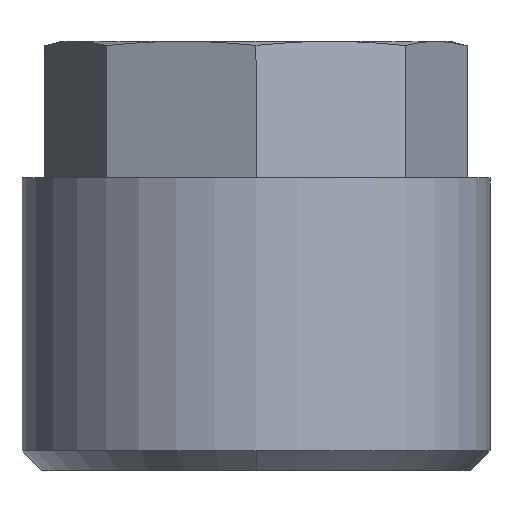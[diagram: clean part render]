
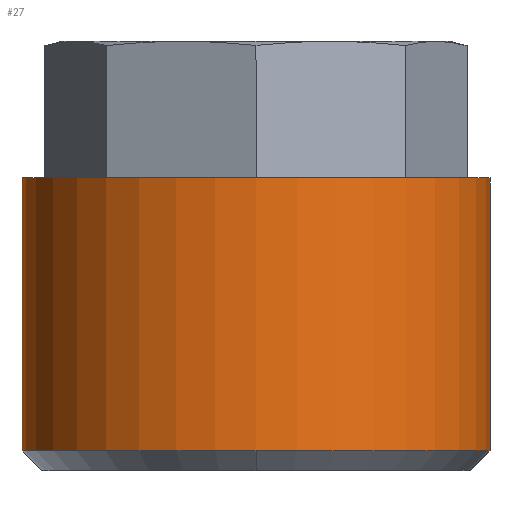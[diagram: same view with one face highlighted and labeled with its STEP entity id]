
A CAD part, top view. The second image highlights one B-rep face of the part: STEP entity #27.
In plain terms, the highlighted cylindrical face has radius 6 mm (diameter 12 mm), a partial arc.
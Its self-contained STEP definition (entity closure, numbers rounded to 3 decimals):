
#27 = ADVANCED_FACE ( 'NONE', ( #80 ), #71, .T. ) ;
#71 = CYLINDRICAL_SURFACE ( 'NONE', #545, 6. ) ;
#80 = FACE_OUTER_BOUND ( 'NONE', #281, .T. ) ;
#150 = VERTEX_POINT ( 'NONE', #800 ) ;
#152 = VERTEX_POINT ( 'NONE', #831 ) ;
#159 = ORIENTED_EDGE ( 'NONE', *, *, #455, .T. ) ;
#169 = VERTEX_POINT ( 'NONE', #1092 ) ;
#175 = VERTEX_POINT ( 'NONE', #1012 ) ;
#185 = VERTEX_POINT ( 'NONE', #1044 ) ;
#279 = CIRCLE ( 'NONE', #499, 6. ) ;
#281 = EDGE_LOOP ( 'NONE', ( #1204, #1181, #159, #1199, #1174 ) ) ;
#317 = LINE ( 'NONE', #593, #326 ) ;
#323 = CIRCLE ( 'NONE', #474, 6. ) ;
#326 = VECTOR ( 'NONE', #597, 1000. ) ;
#349 = CIRCLE ( 'NONE', #485, 6. ) ;
#387 = VECTOR ( 'NONE', #779, 1000. ) ;
#405 = LINE ( 'NONE', #781, #387 ) ;
#455 = EDGE_CURVE ( 'NONE', #169, #175, #279, .T. ) ;
#473 = EDGE_CURVE ( 'NONE', #150, #152, #405, .T. ) ;
#474 = AXIS2_PLACEMENT_3D ( 'NONE', #688, #686, #683 ) ;
#485 = AXIS2_PLACEMENT_3D ( 'NONE', #671, #670, #669 ) ;
#499 = AXIS2_PLACEMENT_3D ( 'NONE', #799, #792, #791 ) ;
#522 = EDGE_CURVE ( 'NONE', #185, #150, #349, .T. ) ;
#545 = AXIS2_PLACEMENT_3D ( 'NONE', #1072, #1081, #1059 ) ;
#567 = EDGE_CURVE ( 'NONE', #185, #169, #317, .T. ) ;
#583 = EDGE_CURVE ( 'NONE', #175, #152, #323, .T. ) ;
#593 = CARTESIAN_POINT ( 'NONE',  ( -6., 7.5, 0. ) ) ;
#597 = DIRECTION ( 'NONE',  ( 0., -1., 0. ) ) ;
#669 = DIRECTION ( 'NONE',  ( 1., 0., 0. ) ) ;
#670 = DIRECTION ( 'NONE',  ( 0., 1., 0. ) ) ;
#671 = CARTESIAN_POINT ( 'NONE',  ( 0., 7.5, 0. ) ) ;
#683 = DIRECTION ( 'NONE',  ( 0., 0., 1. ) ) ;
#686 = DIRECTION ( 'NONE',  ( 0., 1., 0. ) ) ;
#688 = CARTESIAN_POINT ( 'NONE',  ( 0., 0.5, 0. ) ) ;
#779 = DIRECTION ( 'NONE',  ( 0., -1., 0. ) ) ;
#781 = CARTESIAN_POINT ( 'NONE',  ( 6., 7.5, 0. ) ) ;
#791 = DIRECTION ( 'NONE',  ( 0., 0., 1. ) ) ;
#792 = DIRECTION ( 'NONE',  ( 0., 1., 0. ) ) ;
#799 = CARTESIAN_POINT ( 'NONE',  ( 0., 0.5, 0. ) ) ;
#800 = CARTESIAN_POINT ( 'NONE',  ( 6., 7.5, 0. ) ) ;
#831 = CARTESIAN_POINT ( 'NONE',  ( 6., 0.5, 0. ) ) ;
#1012 = CARTESIAN_POINT ( 'NONE',  ( 0., 0.5, 6. ) ) ;
#1044 = CARTESIAN_POINT ( 'NONE',  ( -6., 7.5, 0. ) ) ;
#1059 = DIRECTION ( 'NONE',  ( 1., 0., 0. ) ) ;
#1072 = CARTESIAN_POINT ( 'NONE',  ( 0., 7.5, 0. ) ) ;
#1081 = DIRECTION ( 'NONE',  ( 0., -1., 0. ) ) ;
#1092 = CARTESIAN_POINT ( 'NONE',  ( -6., 0.5, 0. ) ) ;
#1174 = ORIENTED_EDGE ( 'NONE', *, *, #473, .F. ) ;
#1181 = ORIENTED_EDGE ( 'NONE', *, *, #567, .T. ) ;
#1199 = ORIENTED_EDGE ( 'NONE', *, *, #583, .T. ) ;
#1204 = ORIENTED_EDGE ( 'NONE', *, *, #522, .F. ) ;
